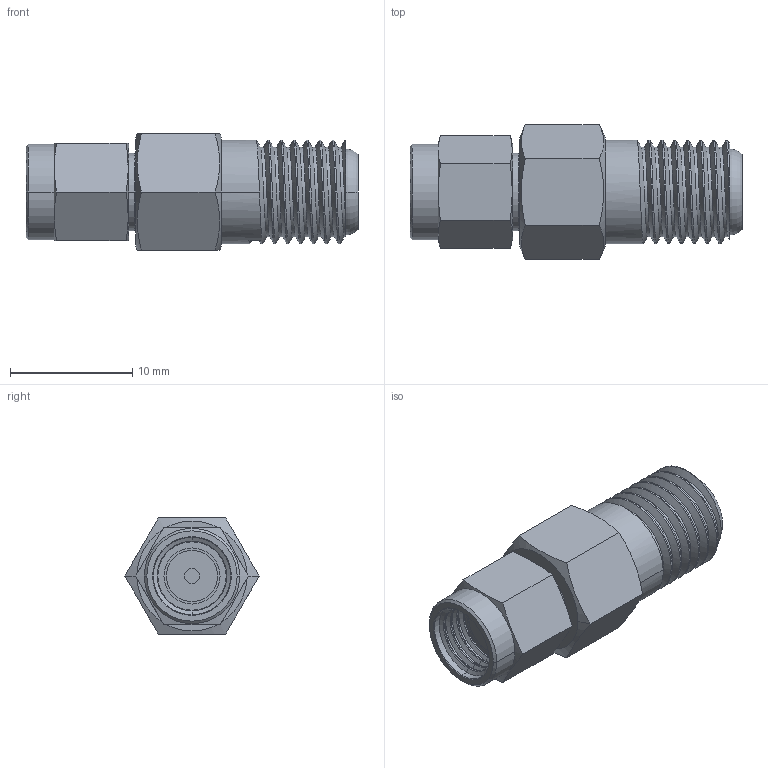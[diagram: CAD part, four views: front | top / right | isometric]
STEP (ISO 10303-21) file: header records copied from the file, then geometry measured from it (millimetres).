
FILE_DESCRIPTION (( 'STEP AP214' ), '1' );
FILE_NAME ('LCAD9793_3D.step', '2023-10-27T21:32:28', ( '' ), ( '' ), 'SwSTEP 2.0', 'SolidWorks 2022', '' );
FILE_SCHEMA (( 'AUTOMOTIVE_DESIGN' ));
Length unit declared in the file: millimetre
Products named in the file (1): LCAD9793_3D
Bounding box: 27.2 x 11 x 9.53 mm (x, y, z)
Volume: 1309 mm3; surface area: 1278.8 mm2
Topology: 1 solids, 1 shells, 112 faces, 253 edges, 152 vertices
Faces by surface type: cylinder 37, cone 30, plane 24, torus 18, bspline 3
Entity records: 4368 total; most frequent: CARTESIAN_POINT 1930, DIRECTION 512, ORIENTED_EDGE 506, EDGE_CURVE 253, AXIS2_PLACEMENT_3D 216, VERTEX_POINT 152, EDGE_LOOP 121, FACE_OUTER_BOUND 112
